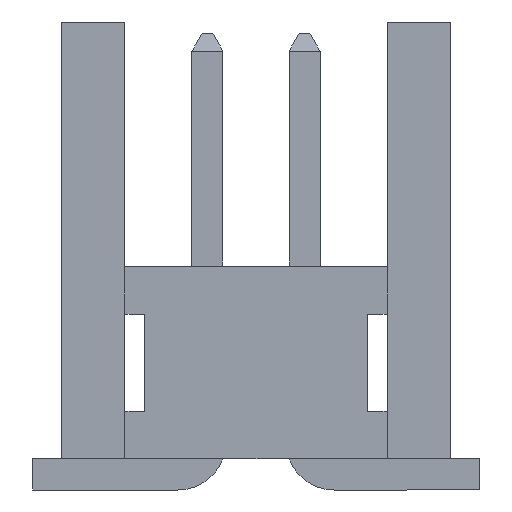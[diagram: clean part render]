
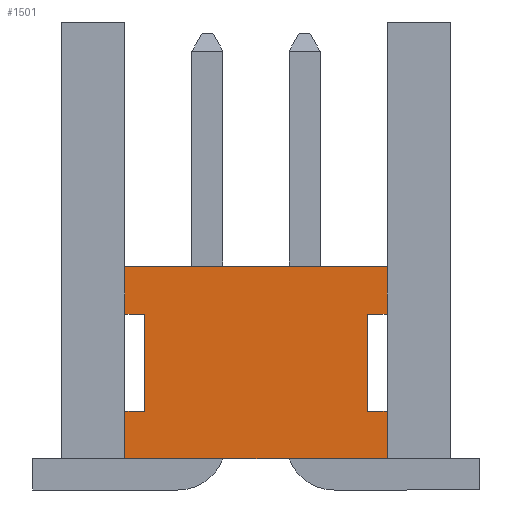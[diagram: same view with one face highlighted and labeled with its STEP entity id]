
A CAD part, left-side view. The second image highlights one B-rep face of the part: STEP entity #1501.
In plain terms, the highlighted planar face has unit normal (-1, 0, 0).
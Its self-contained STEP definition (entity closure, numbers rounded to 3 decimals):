
#286 = VERTEX_POINT('',#287);
#287 = CARTESIAN_POINT('',(-13.97,0.622,1.715));
#293 = EDGE_CURVE('',#286,#294,#296,.T.);
#294 = VERTEX_POINT('',#295);
#295 = CARTESIAN_POINT('',(-13.97,0.,1.715));
#296 = LINE('',#297,#298);
#297 = CARTESIAN_POINT('',(-13.97,2.515,1.715));
#298 = VECTOR('',#299,1.);
#299 = DIRECTION('',(0.,-1.,0.));
#318 = VERTEX_POINT('',#319);
#319 = CARTESIAN_POINT('',(-13.97,1.892,1.715));
#332 = VERTEX_POINT('',#333);
#333 = CARTESIAN_POINT('',(-13.97,2.515,1.715));
#339 = EDGE_CURVE('',#332,#318,#340,.T.);
#340 = LINE('',#341,#342);
#341 = CARTESIAN_POINT('',(-13.97,2.515,1.715));
#342 = VECTOR('',#343,1.);
#343 = DIRECTION('',(0.,-1.,0.));
#356 = VERTEX_POINT('',#357);
#357 = CARTESIAN_POINT('',(-13.97,0.622,-1.715));
#372 = VERTEX_POINT('',#373);
#373 = CARTESIAN_POINT('',(-13.97,0.,-1.715));
#379 = EDGE_CURVE('',#356,#372,#380,.T.);
#380 = LINE('',#381,#382);
#381 = CARTESIAN_POINT('',(-13.97,2.515,-1.715));
#382 = VECTOR('',#383,1.);
#383 = DIRECTION('',(0.,-1.,0.));
#396 = VERTEX_POINT('',#397);
#397 = CARTESIAN_POINT('',(-13.97,2.515,-1.715));
#412 = VERTEX_POINT('',#413);
#413 = CARTESIAN_POINT('',(-13.97,1.892,-1.715));
#419 = EDGE_CURVE('',#396,#412,#420,.T.);
#420 = LINE('',#421,#422);
#421 = CARTESIAN_POINT('',(-13.97,2.515,-1.715));
#422 = VECTOR('',#423,1.);
#423 = DIRECTION('',(0.,-1.,0.));
#1501 = ADVANCED_FACE('',(#1502),#1564,.F.);
#1502 = FACE_BOUND('',#1503,.T.);
#1503 = EDGE_LOOP('',(#1504,#1514,#1520,#1521,#1527,#1528,#1536,#1544,
    #1550,#1551,#1557,#1558));
#1504 = ORIENTED_EDGE('',*,*,#1505,.F.);
#1505 = EDGE_CURVE('',#1506,#1508,#1510,.T.);
#1506 = VERTEX_POINT('',#1507);
#1507 = CARTESIAN_POINT('',(-13.97,0.622,-1.461));
#1508 = VERTEX_POINT('',#1509);
#1509 = CARTESIAN_POINT('',(-13.97,1.892,-1.461));
#1510 = LINE('',#1511,#1512);
#1511 = CARTESIAN_POINT('',(-13.97,0.622,-1.461));
#1512 = VECTOR('',#1513,1.);
#1513 = DIRECTION('',(0.,1.,0.));
#1514 = ORIENTED_EDGE('',*,*,#1515,.F.);
#1515 = EDGE_CURVE('',#356,#1506,#1516,.T.);
#1516 = LINE('',#1517,#1518);
#1517 = CARTESIAN_POINT('',(-13.97,0.622,-1.715));
#1518 = VECTOR('',#1519,1.);
#1519 = DIRECTION('',(0.,0.,1.));
#1520 = ORIENTED_EDGE('',*,*,#379,.T.);
#1521 = ORIENTED_EDGE('',*,*,#1522,.T.);
#1522 = EDGE_CURVE('',#372,#294,#1523,.T.);
#1523 = LINE('',#1524,#1525);
#1524 = CARTESIAN_POINT('',(-13.97,0.,-1.715));
#1525 = VECTOR('',#1526,1.);
#1526 = DIRECTION('',(0.,0.,1.));
#1527 = ORIENTED_EDGE('',*,*,#293,.F.);
#1528 = ORIENTED_EDGE('',*,*,#1529,.F.);
#1529 = EDGE_CURVE('',#1530,#286,#1532,.T.);
#1530 = VERTEX_POINT('',#1531);
#1531 = CARTESIAN_POINT('',(-13.97,0.622,1.461));
#1532 = LINE('',#1533,#1534);
#1533 = CARTESIAN_POINT('',(-13.97,0.622,1.461));
#1534 = VECTOR('',#1535,1.);
#1535 = DIRECTION('',(0.,0.,1.));
#1536 = ORIENTED_EDGE('',*,*,#1537,.F.);
#1537 = EDGE_CURVE('',#1538,#1530,#1540,.T.);
#1538 = VERTEX_POINT('',#1539);
#1539 = CARTESIAN_POINT('',(-13.97,1.892,1.461));
#1540 = LINE('',#1541,#1542);
#1541 = CARTESIAN_POINT('',(-13.97,1.892,1.461));
#1542 = VECTOR('',#1543,1.);
#1543 = DIRECTION('',(0.,-1.,0.));
#1544 = ORIENTED_EDGE('',*,*,#1545,.F.);
#1545 = EDGE_CURVE('',#318,#1538,#1546,.T.);
#1546 = LINE('',#1547,#1548);
#1547 = CARTESIAN_POINT('',(-13.97,1.892,1.715));
#1548 = VECTOR('',#1549,1.);
#1549 = DIRECTION('',(0.,0.,-1.));
#1550 = ORIENTED_EDGE('',*,*,#339,.F.);
#1551 = ORIENTED_EDGE('',*,*,#1552,.F.);
#1552 = EDGE_CURVE('',#396,#332,#1553,.T.);
#1553 = LINE('',#1554,#1555);
#1554 = CARTESIAN_POINT('',(-13.97,2.515,-1.715));
#1555 = VECTOR('',#1556,1.);
#1556 = DIRECTION('',(0.,0.,1.));
#1557 = ORIENTED_EDGE('',*,*,#419,.T.);
#1558 = ORIENTED_EDGE('',*,*,#1559,.F.);
#1559 = EDGE_CURVE('',#1508,#412,#1560,.T.);
#1560 = LINE('',#1561,#1562);
#1561 = CARTESIAN_POINT('',(-13.97,1.892,-1.461));
#1562 = VECTOR('',#1563,1.);
#1563 = DIRECTION('',(0.,0.,-1.));
#1564 = PLANE('',#1565);
#1565 = AXIS2_PLACEMENT_3D('',#1566,#1567,#1568);
#1566 = CARTESIAN_POINT('',(-13.97,2.515,-1.715));
#1567 = DIRECTION('',(1.,0.,0.));
#1568 = DIRECTION('',(0.,0.,-1.));
